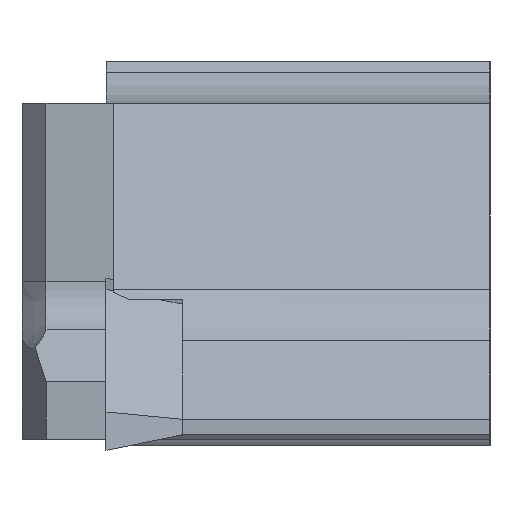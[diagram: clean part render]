
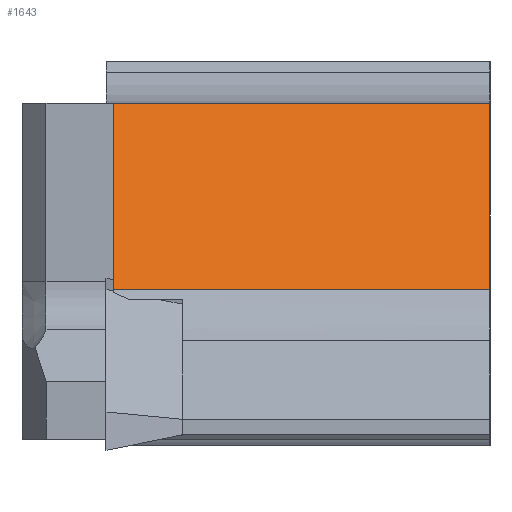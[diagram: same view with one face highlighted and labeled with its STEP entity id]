
A CAD part, left-side view. The second image highlights one B-rep face of the part: STEP entity #1643.
In plain terms, the highlighted planar face has unit normal (-0.616, 0, 0.788).
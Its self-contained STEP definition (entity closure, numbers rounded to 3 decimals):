
#8 = VERTEX_POINT ( 'NONE', #225 ) ;
#13 = LINE ( 'NONE', #765, #959 ) ;
#129 = VECTOR ( 'NONE', #970, 1000. ) ;
#172 = CARTESIAN_POINT ( 'NONE',  ( 16.5, 158.789, -17.729 ) ) ;
#218 = VERTEX_POINT ( 'NONE', #1310 ) ;
#225 = CARTESIAN_POINT ( 'NONE',  ( 6.557, -0.3, -25.498 ) ) ;
#291 = EDGE_CURVE ( 'NONE', #218, #8, #1883, .T. ) ;
#418 = DIRECTION ( 'NONE',  ( -0.788, 0., -0.616 ) ) ;
#422 = CARTESIAN_POINT ( 'NONE',  ( 6.557, -16., -25.498 ) ) ;
#503 = EDGE_CURVE ( 'NONE', #218, #1005, #1450, .T. ) ;
#530 = FACE_OUTER_BOUND ( 'NONE', #1444, .T. ) ;
#568 = VECTOR ( 'NONE', #998, 1000. ) ;
#597 = CARTESIAN_POINT ( 'NONE',  ( 16.5, -16., -17.729 ) ) ;
#765 = CARTESIAN_POINT ( 'NONE',  ( -0.669, -16., -31.143 ) ) ;
#769 = EDGE_CURVE ( 'NONE', #8, #1863, #1085, .T. ) ;
#780 = VECTOR ( 'NONE', #1452, 1000. ) ;
#784 = ORIENTED_EDGE ( 'NONE', *, *, #503, .F. ) ;
#885 = PLANE ( 'NONE',  #1645 ) ;
#932 = EDGE_CURVE ( 'NONE', #1005, #1863, #13, .T. ) ;
#946 = DIRECTION ( 'NONE',  ( 0.616, 0., -0.788 ) ) ;
#959 = VECTOR ( 'NONE', #418, 1000. ) ;
#970 = DIRECTION ( 'NONE',  ( -0.788, 0., -0.616 ) ) ;
#998 = DIRECTION ( 'NONE',  ( 0., -1., 0. ) ) ;
#1005 = VERTEX_POINT ( 'NONE', #597 ) ;
#1063 = ORIENTED_EDGE ( 'NONE', *, *, #932, .F. ) ;
#1085 = LINE ( 'NONE', #1576, #780 ) ;
#1310 = CARTESIAN_POINT ( 'NONE',  ( 16.5, -0.3, -17.729 ) ) ;
#1444 = EDGE_LOOP ( 'NONE', ( #1719, #1458, #1063, #784 ) ) ;
#1450 = LINE ( 'NONE', #172, #568 ) ;
#1452 = DIRECTION ( 'NONE',  ( 0., -1., 0. ) ) ;
#1458 = ORIENTED_EDGE ( 'NONE', *, *, #769, .T. ) ;
#1576 = CARTESIAN_POINT ( 'NONE',  ( 6.557, 158.789, -25.498 ) ) ;
#1643 = ADVANCED_FACE ( 'NONE', ( #530 ), #885, .F. ) ;
#1645 = AXIS2_PLACEMENT_3D ( 'NONE', #1819, #946, #1736 ) ;
#1719 = ORIENTED_EDGE ( 'NONE', *, *, #291, .T. ) ;
#1736 = DIRECTION ( 'NONE',  ( 0.788, 0., 0.616 ) ) ;
#1819 = CARTESIAN_POINT ( 'NONE',  ( 16.5, 158.789, -17.729 ) ) ;
#1863 = VERTEX_POINT ( 'NONE', #422 ) ;
#1883 = LINE ( 'NONE', #1904, #129 ) ;
#1904 = CARTESIAN_POINT ( 'NONE',  ( 16.5, -0.3, -17.729 ) ) ;
